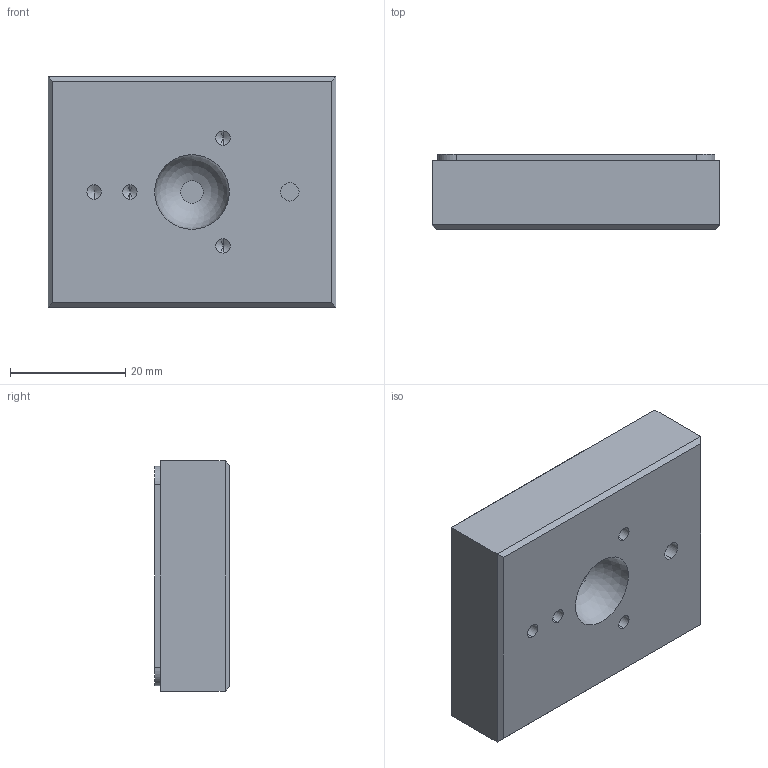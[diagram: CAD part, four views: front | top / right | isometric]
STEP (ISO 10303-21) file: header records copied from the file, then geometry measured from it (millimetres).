
FILE_DESCRIPTION (( 'STEP AP214' ), '1' );
FILE_NAME ('S124001.STEP', '2019-08-23T19:19:30', ( '' ), ( '' ), 'SwSTEP 2.0', 'SolidWorks 2019', '' );
FILE_SCHEMA (( 'AUTOMOTIVE_DESIGN' ));
Length unit declared in the file: inch
Products named in the file (1): S124001
Bounding box: 50.01 x 13 x 40.01 mm (x, y, z)
Volume: 24924.3 mm3; surface area: 11594 mm2
Topology: 2 solids, 2 shells, 56 faces, 133 edges, 79 vertices
Faces by surface type: plane 23, cylinder 22, cone 10, sphere 1
Entity records: 2315 total; most frequent: DIRECTION 282, CARTESIAN_POINT 258, ORIENTED_EDGE 244, EDGE_CURVE 122, AXIS2_PLACEMENT_3D 103, VERTEX_POINT 79, VECTOR 76, LINE 76
